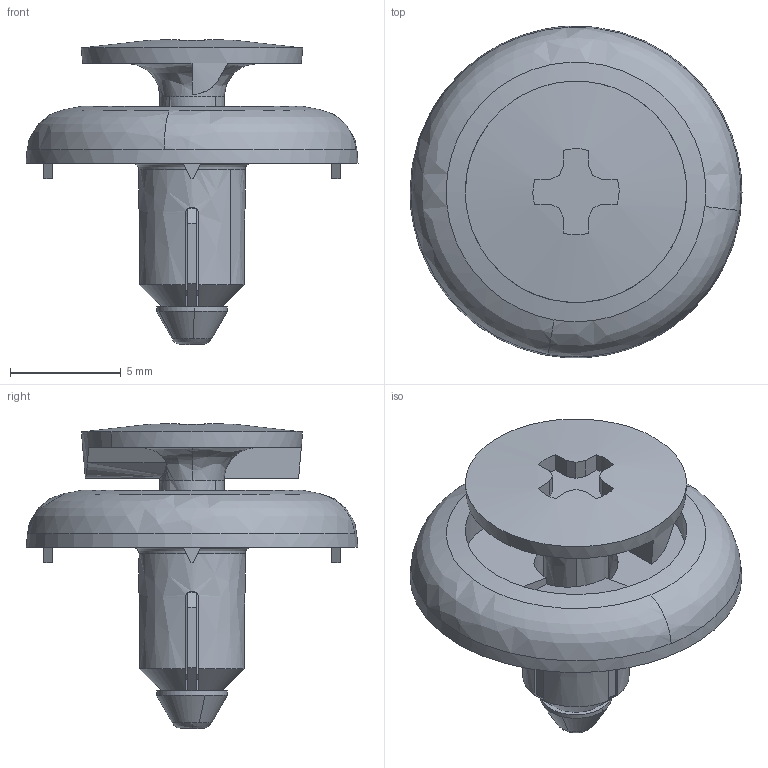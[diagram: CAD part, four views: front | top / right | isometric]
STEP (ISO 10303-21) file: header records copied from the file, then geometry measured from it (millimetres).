
FILE_DESCRIPTION((''),'2;1');
FILE_NAME('','2006-10-06T18:16:50',(''),(''),'','CADfix','');
FILE_SCHEMA(('AUTOMOTIVE_DESIGN'));
Length unit declared in the file: millimetre
Products named in the file (3): pin; grommet; TL_332_1_11714_36
Assembly tree (2 placements, depth 2):
  TL_332_1_11714_36
    pin
    grommet
Bounding box: 15 x 14.97 x 13.78 mm (x, y, z)
Volume: 467.1 mm3; surface area: 973.9 mm2
Topology: 2 solids, 2 shells, 146 faces, 429 edges, 293 vertices
Faces by surface type: bspline 146
Entity records: 5207 total; most frequent: CARTESIAN_POINT 2729, ORIENTED_EDGE 858, EDGE_CURVE 429, VERTEX_POINT 293, QUASI_UNIFORM_CURVE 262, EDGE_LOOP 154, FACE_OUTER_BOUND 146, ADVANCED_FACE 146
